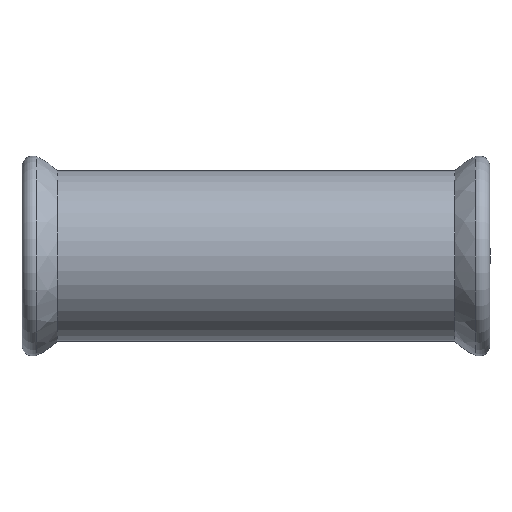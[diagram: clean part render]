
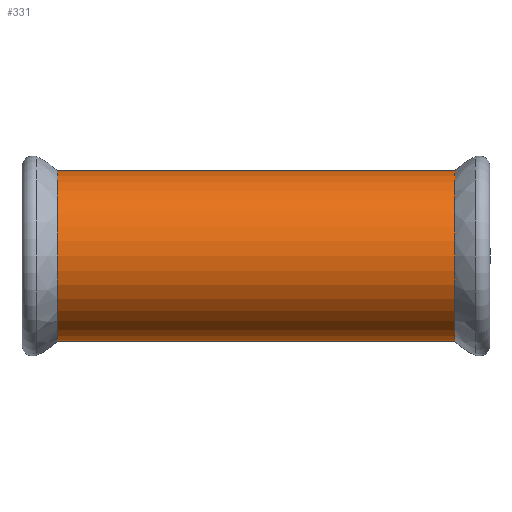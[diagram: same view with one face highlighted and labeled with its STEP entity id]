
A CAD part, front view. The second image highlights one B-rep face of the part: STEP entity #331.
In plain terms, the highlighted cylindrical face has radius 56.4 mm (diameter 112.8 mm), a full revolution.
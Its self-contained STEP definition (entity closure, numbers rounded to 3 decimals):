
#23=LINE('',#688,#29);
#29=VECTOR('',#525,56.4);
#35=CYLINDRICAL_SURFACE('',#406,56.4);
#55=FACE_OUTER_BOUND('',#72,.T.);
#72=EDGE_LOOP('',(#292,#293,#294,#295,#296,#297,#298,#299));
#80=CIRCLE('',#358,56.4);
#81=CIRCLE('',#359,56.4);
#82=CIRCLE('',#360,56.4);
#94=CIRCLE('',#374,56.4);
#95=CIRCLE('',#375,56.4);
#96=CIRCLE('',#376,56.4);
#125=VERTEX_POINT('',#575);
#126=VERTEX_POINT('',#577);
#127=VERTEX_POINT('',#579);
#137=VERTEX_POINT('',#631);
#138=VERTEX_POINT('',#633);
#139=VERTEX_POINT('',#635);
#164=EDGE_CURVE('',#125,#126,#80,.T.);
#165=EDGE_CURVE('',#126,#127,#81,.T.);
#166=EDGE_CURVE('',#127,#125,#82,.T.);
#179=EDGE_CURVE('',#138,#137,#94,.T.);
#180=EDGE_CURVE('',#139,#138,#95,.T.);
#181=EDGE_CURVE('',#137,#139,#96,.T.);
#206=EDGE_CURVE('',#127,#138,#23,.T.);
#292=ORIENTED_EDGE('',*,*,#165,.F.);
#293=ORIENTED_EDGE('',*,*,#164,.F.);
#294=ORIENTED_EDGE('',*,*,#166,.F.);
#295=ORIENTED_EDGE('',*,*,#206,.T.);
#296=ORIENTED_EDGE('',*,*,#179,.T.);
#297=ORIENTED_EDGE('',*,*,#181,.T.);
#298=ORIENTED_EDGE('',*,*,#180,.T.);
#299=ORIENTED_EDGE('',*,*,#206,.F.);
#331=ADVANCED_FACE('',(#55),#35,.T.);
#358=AXIS2_PLACEMENT_3D('',#578,#423,#424);
#359=AXIS2_PLACEMENT_3D('',#580,#425,#426);
#360=AXIS2_PLACEMENT_3D('',#581,#427,#428);
#374=AXIS2_PLACEMENT_3D('',#634,#456,#457);
#375=AXIS2_PLACEMENT_3D('',#636,#458,#459);
#376=AXIS2_PLACEMENT_3D('',#637,#460,#461);
#406=AXIS2_PLACEMENT_3D('',#687,#523,#524);
#423=DIRECTION('center_axis',(1.,0.,0.));
#424=DIRECTION('ref_axis',(0.,1.,0.));
#425=DIRECTION('center_axis',(1.,0.,0.));
#426=DIRECTION('ref_axis',(0.,1.,0.));
#427=DIRECTION('center_axis',(1.,0.,0.));
#428=DIRECTION('ref_axis',(0.,1.,0.));
#456=DIRECTION('center_axis',(1.,0.,0.));
#457=DIRECTION('ref_axis',(0.,1.,0.));
#458=DIRECTION('center_axis',(1.,0.,0.));
#459=DIRECTION('ref_axis',(0.,1.,0.));
#460=DIRECTION('center_axis',(1.,0.,0.));
#461=DIRECTION('ref_axis',(0.,1.,0.));
#523=DIRECTION('center_axis',(1.,0.,0.));
#524=DIRECTION('ref_axis',(0.,1.,0.));
#525=DIRECTION('',(-1.,0.,0.));
#575=CARTESIAN_POINT('',(-23.393,0.,-56.4));
#577=CARTESIAN_POINT('',(-23.393,56.4,0.));
#578=CARTESIAN_POINT('Origin',(-23.393,0.,0.));
#579=CARTESIAN_POINT('',(-23.393,-56.4,0.));
#580=CARTESIAN_POINT('Origin',(-23.393,0.,0.));
#581=CARTESIAN_POINT('Origin',(-23.393,0.,0.));
#631=CARTESIAN_POINT('',(-286.607,0.,-56.4));
#633=CARTESIAN_POINT('',(-286.607,-56.4,0.));
#634=CARTESIAN_POINT('Origin',(-286.607,0.,0.));
#635=CARTESIAN_POINT('',(-286.607,56.4,0.));
#636=CARTESIAN_POINT('Origin',(-286.607,0.,0.));
#637=CARTESIAN_POINT('Origin',(-286.607,0.,0.));
#687=CARTESIAN_POINT('Origin',(-49.197,0.,0.));
#688=CARTESIAN_POINT('',(-49.197,-56.4,0.));
